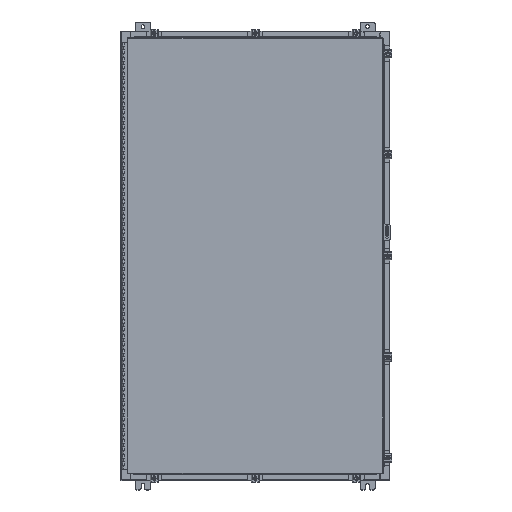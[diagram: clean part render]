
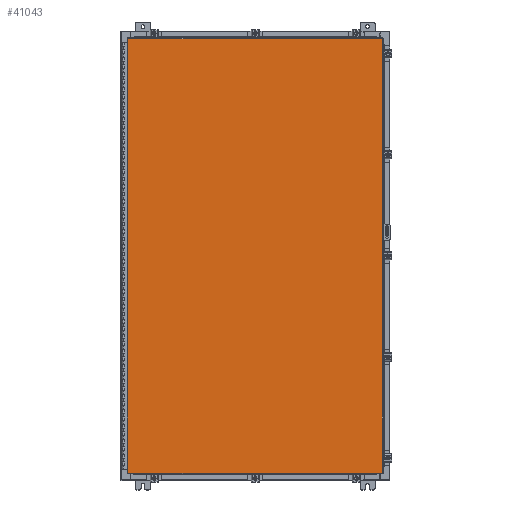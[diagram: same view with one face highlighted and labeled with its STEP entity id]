
A CAD part, top view. The second image highlights one B-rep face of the part: STEP entity #41043.
In plain terms, the highlighted planar face has unit normal (0, 0, 1).
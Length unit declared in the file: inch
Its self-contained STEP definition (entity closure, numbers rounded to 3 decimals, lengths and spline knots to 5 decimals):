
#2502 = CARTESIAN_POINT ( 'NONE',  ( 16.9903, -29.0063, 0. ) ) ;
#3833 = VERTEX_POINT ( 'NONE', #40585 ) ;
#7938 = EDGE_LOOP ( 'NONE', ( #63026, #57272, #45511, #12759 ) ) ;
#9406 = CARTESIAN_POINT ( 'NONE',  ( 0., 0., 0. ) ) ;
#12759 = ORIENTED_EDGE ( 'NONE', *, *, #43566, .T. ) ;
#14475 = DIRECTION ( 'NONE',  ( -1., 0., 0. ) ) ;
#17794 = DIRECTION ( 'NONE',  ( 1., 0., 0. ) ) ;
#19210 = VECTOR ( 'NONE', #35363, 39.37008 ) ;
#19620 = DIRECTION ( 'NONE',  ( -1., 0., 0. ) ) ;
#19782 = LINE ( 'NONE', #37561, #57965 ) ;
#21416 = CARTESIAN_POINT ( 'NONE',  ( 16.9903, 29.0063, 0. ) ) ;
#23723 = LINE ( 'NONE', #2502, #38607 ) ;
#25311 = CARTESIAN_POINT ( 'NONE',  ( -16.9903, 29.0063, 0. ) ) ;
#26460 = VERTEX_POINT ( 'NONE', #26602 ) ;
#26602 = CARTESIAN_POINT ( 'NONE',  ( 16.9903, -29.0063, 0. ) ) ;
#28466 = AXIS2_PLACEMENT_3D ( 'NONE', #9406, #44087, #14475 ) ;
#29142 = PLANE ( 'NONE',  #28466 ) ;
#29595 = FACE_OUTER_BOUND ( 'NONE', #7938, .T. ) ;
#33976 = LINE ( 'NONE', #25311, #19210 ) ;
#35363 = DIRECTION ( 'NONE',  ( 0., -1., 0. ) ) ;
#37561 = CARTESIAN_POINT ( 'NONE',  ( -16.9903, -29.0063, 0. ) ) ;
#38607 = VECTOR ( 'NONE', #61952, 39.37008 ) ;
#39894 = CARTESIAN_POINT ( 'NONE',  ( -16.9903, 29.0063, 0. ) ) ;
#40585 = CARTESIAN_POINT ( 'NONE',  ( -16.9903, -29.0063, 0. ) ) ;
#41043 = ADVANCED_FACE ( 'NONE', ( #29595 ), #29142, .F. ) ;
#41364 = VERTEX_POINT ( 'NONE', #21416 ) ;
#43566 = EDGE_CURVE ( 'NONE', #54768, #3833, #33976, .T. ) ;
#44087 = DIRECTION ( 'NONE',  ( 0., 0., -1. ) ) ;
#44367 = CARTESIAN_POINT ( 'NONE',  ( 16.9903, 29.0063, 0. ) ) ;
#45511 = ORIENTED_EDGE ( 'NONE', *, *, #51266, .T. ) ;
#49425 = LINE ( 'NONE', #44367, #61173 ) ;
#50998 = EDGE_CURVE ( 'NONE', #26460, #41364, #23723, .T. ) ;
#51266 = EDGE_CURVE ( 'NONE', #41364, #54768, #49425, .T. ) ;
#54545 = EDGE_CURVE ( 'NONE', #3833, #26460, #19782, .T. ) ;
#54768 = VERTEX_POINT ( 'NONE', #39894 ) ;
#57272 = ORIENTED_EDGE ( 'NONE', *, *, #50998, .T. ) ;
#57965 = VECTOR ( 'NONE', #17794, 39.37008 ) ;
#61173 = VECTOR ( 'NONE', #19620, 39.37008 ) ;
#61952 = DIRECTION ( 'NONE',  ( 0., 1., 0. ) ) ;
#63026 = ORIENTED_EDGE ( 'NONE', *, *, #54545, .T. ) ;
